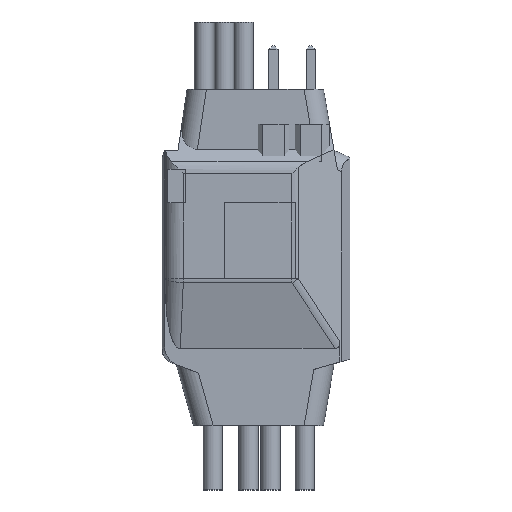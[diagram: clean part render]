
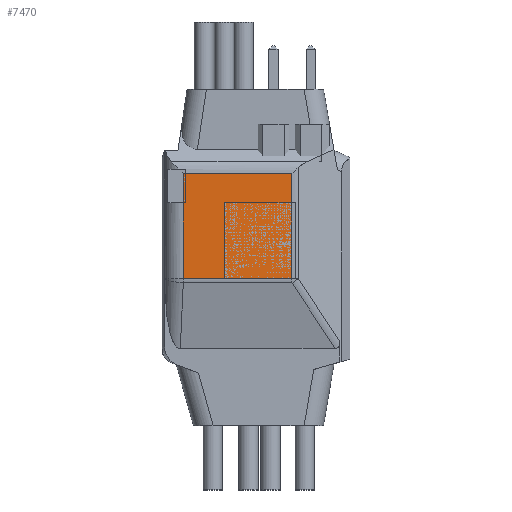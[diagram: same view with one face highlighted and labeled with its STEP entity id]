
A CAD part, front view. The second image highlights one B-rep face of the part: STEP entity #7470.
In plain terms, the highlighted planar face has unit normal (0, 1, 0).
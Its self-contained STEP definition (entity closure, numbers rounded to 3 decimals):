
#211=PLANE('',#8341);
#448=FACE_OUTER_BOUND('',#723,.T.);
#723=EDGE_LOOP('',(#6233,#6234,#6235,#6236));
#1081=LINE('',#11393,#2228);
#1082=LINE('',#11395,#2229);
#1083=LINE('',#11397,#2230);
#1084=LINE('',#11398,#2231);
#2228=VECTOR('',#8903,7.13);
#2229=VECTOR('',#8904,7.384);
#2230=VECTOR('',#8905,7.13);
#2231=VECTOR('',#8906,7.384);
#3531=VERTEX_POINT('',#11391);
#3532=VERTEX_POINT('',#11392);
#3533=VERTEX_POINT('',#11394);
#3534=VERTEX_POINT('',#11396);
#4882=EDGE_CURVE('',#3531,#3532,#1081,.T.);
#4883=EDGE_CURVE('',#3532,#3533,#1082,.T.);
#4884=EDGE_CURVE('',#3533,#3534,#1083,.T.);
#4885=EDGE_CURVE('',#3534,#3531,#1084,.T.);
#6233=ORIENTED_EDGE('',*,*,#4882,.T.);
#6234=ORIENTED_EDGE('',*,*,#4883,.T.);
#6235=ORIENTED_EDGE('',*,*,#4884,.T.);
#6236=ORIENTED_EDGE('',*,*,#4885,.T.);
#7470=ADVANCED_FACE('',(#448),#211,.T.);
#8341=AXIS2_PLACEMENT_3D('',#11390,#8901,#8902);
#8901=DIRECTION('center_axis',(0.,1.,0.));
#8902=DIRECTION('ref_axis',(0.,0.,1.));
#8903=DIRECTION('',(0.,0.,-1.));
#8904=DIRECTION('',(-1.,0.,0.));
#8905=DIRECTION('',(0.,0.,1.));
#8906=DIRECTION('',(1.,0.,0.));
#11390=CARTESIAN_POINT('Origin',(1.435,-1.854,-4.447));
#11391=CARTESIAN_POINT('',(8.82,-1.854,-0.882));
#11392=CARTESIAN_POINT('',(8.82,-1.854,-8.011));
#11393=CARTESIAN_POINT('',(8.82,-1.854,-0.882));
#11394=CARTESIAN_POINT('',(1.435,-1.854,-8.011));
#11395=CARTESIAN_POINT('',(8.82,-1.854,-8.011));
#11396=CARTESIAN_POINT('',(1.435,-1.854,-0.882));
#11397=CARTESIAN_POINT('',(1.435,-1.854,-8.011));
#11398=CARTESIAN_POINT('',(1.435,-1.854,-0.882));
